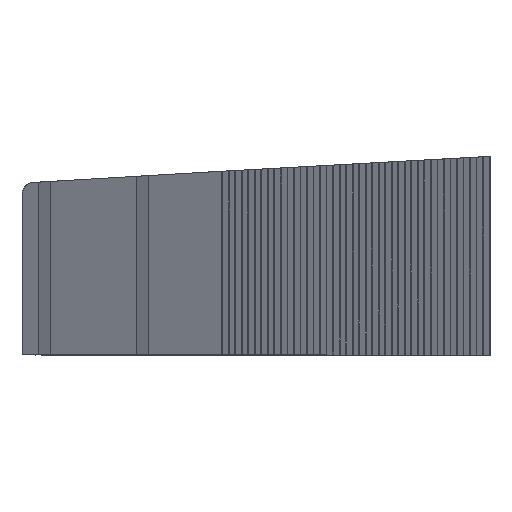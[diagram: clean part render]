
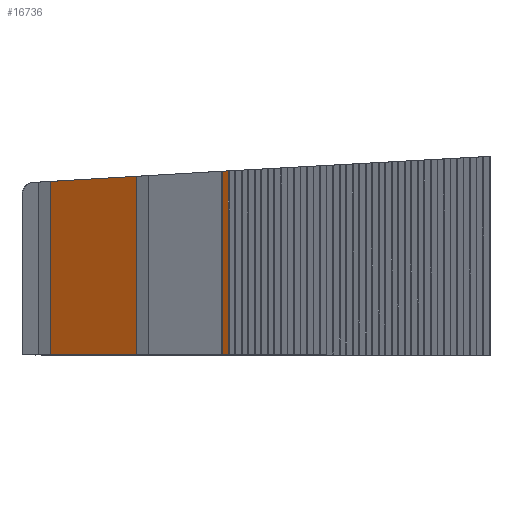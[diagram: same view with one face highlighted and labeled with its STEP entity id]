
A CAD part, top view. The second image highlights one B-rep face of the part: STEP entity #16736.
In plain terms, the highlighted planar face has unit normal (-0.526, 0, 0.851).
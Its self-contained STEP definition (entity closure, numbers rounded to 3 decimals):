
#16465 = PLANE('',#16466);
#16466 = AXIS2_PLACEMENT_3D('',#16467,#16468,#16469);
#16467 = CARTESIAN_POINT('',(-6932.039,-20.197,
    -9874.187));
#16468 = DIRECTION('',(0.609,0.,-0.794));
#16469 = DIRECTION('',(0.,-1.,0.));
#16491 = PLANE('',#16492);
#16492 = AXIS2_PLACEMENT_3D('',#16493,#16494,#16495);
#16493 = CARTESIAN_POINT('',(0.,0.,-7500.));
#16494 = DIRECTION('',(0.,-1.,-0.));
#16495 = DIRECTION('',(1.,0.,0.));
#16517 = PLANE('',#16518);
#16518 = AXIS2_PLACEMENT_3D('',#16519,#16520,#16521);
#16519 = CARTESIAN_POINT('',(8612.586,-45.204,
    9172.423));
#16520 = DIRECTION('',(0.851,0.,0.526));
#16521 = DIRECTION('',(0.,-1.,0.));
#16541 = PLANE('',#16542);
#16542 = AXIS2_PLACEMENT_3D('',#16543,#16544,#16545);
#16543 = CARTESIAN_POINT('',(4.582,-78.677,0.));
#16544 = DIRECTION('',(0.058,-0.998,0.));
#16545 = DIRECTION('',(0.,0.,-1.));
#16556 = VERTEX_POINT('',#16557);
#16557 = CARTESIAN_POINT('',(11056.924,0.,3921.015));
#16578 = VERTEX_POINT('',#16579);
#16579 = CARTESIAN_POINT('',(11056.924,565.049,
    3921.015));
#16598 = EDGE_CURVE('',#16556,#16578,#16599,.T.);
#16599 = SURFACE_CURVE('',#16600,(#16604,#16610),.PCURVE_S1.);
#16600 = LINE('',#16601,#16602);
#16601 = CARTESIAN_POINT('',(11056.924,1.04,
    3921.015));
#16602 = VECTOR('',#16603,1.);
#16603 = DIRECTION('',(-0.,1.,-0.));
#16604 = PCURVE('',#16465,#16605);
#16605 = DEFINITIONAL_REPRESENTATION('',(#16606),#16609);
#16606 = B_SPLINE_CURVE_WITH_KNOTS('',1,(#16607,#16608),.UNSPECIFIED.,
  .F.,.F.,(2,2),(-654.708,709.34),
  .PIECEWISE_BEZIER_KNOTS.);
#16607 = CARTESIAN_POINT('',(633.471,-22669.591));
#16608 = CARTESIAN_POINT('',(-730.577,-22669.591));
#16609 = ( GEOMETRIC_REPRESENTATION_CONTEXT(2) 
PARAMETRIC_REPRESENTATION_CONTEXT() REPRESENTATION_CONTEXT('2D SPACE',''
  ) );
#16610 = PCURVE('',#16611,#16616);
#16611 = PLANE('',#16612);
#16612 = AXIS2_PLACEMENT_3D('',#16613,#16614,#16615);
#16613 = CARTESIAN_POINT('',(10943.432,22.278,
    3850.872));
#16614 = DIRECTION('',(-0.526,0.,0.851));
#16615 = DIRECTION('',(0.851,0.,0.526));
#16616 = DEFINITIONAL_REPRESENTATION('',(#16617),#16620);
#16617 = B_SPLINE_CURVE_WITH_KNOTS('',1,(#16618,#16619),.UNSPECIFIED.,
  .F.,.F.,(2,2),(-654.708,709.34),
  .PIECEWISE_BEZIER_KNOTS.);
#16618 = CARTESIAN_POINT('',(133.418,-675.945));
#16619 = CARTESIAN_POINT('',(133.418,688.103));
#16620 = ( GEOMETRIC_REPRESENTATION_CONTEXT(2) 
PARAMETRIC_REPRESENTATION_CONTEXT() REPRESENTATION_CONTEXT('2D SPACE',''
  ) );
#16627 = VERTEX_POINT('',#16628);
#16628 = CARTESIAN_POINT('',(11636.707,598.817,
    4279.344));
#16647 = EDGE_CURVE('',#16578,#16627,#16648,.T.);
#16648 = SURFACE_CURVE('',#16649,(#16653,#16659),.PCURVE_S1.);
#16649 = LINE('',#16650,#16651);
#16650 = CARTESIAN_POINT('',(6111.793,277.028,
    864.723));
#16651 = VECTOR('',#16652,1.);
#16652 = DIRECTION('',(0.85,0.049,0.525)
  );
#16653 = PCURVE('',#16541,#16654);
#16654 = DEFINITIONAL_REPRESENTATION('',(#16655),#16658);
#16655 = B_SPLINE_CURVE_WITH_KNOTS('',1,(#16656,#16657),.UNSPECIFIED.,
  .F.,.F.,(2,2),(5551.678,6957.841),
  .PIECEWISE_BEZIER_KNOTS.);
#16656 = CARTESIAN_POINT('',(-3779.86,10842.294));
#16657 = CARTESIAN_POINT('',(-4518.224,12039.004));
#16658 = ( GEOMETRIC_REPRESENTATION_CONTEXT(2) 
PARAMETRIC_REPRESENTATION_CONTEXT() REPRESENTATION_CONTEXT('2D SPACE',''
  ) );
#16659 = PCURVE('',#16611,#16660);
#16660 = DEFINITIONAL_REPRESENTATION('',(#16661),#16664);
#16661 = B_SPLINE_CURVE_WITH_KNOTS('',1,(#16662,#16663),.UNSPECIFIED.,
  .F.,.F.,(2,2),(5551.678,6957.841),
  .PIECEWISE_BEZIER_KNOTS.);
#16662 = CARTESIAN_POINT('',(-135.072,529.469));
#16663 = CARTESIAN_POINT('',(1269.368,599.051));
#16664 = ( GEOMETRIC_REPRESENTATION_CONTEXT(2) 
PARAMETRIC_REPRESENTATION_CONTEXT() REPRESENTATION_CONTEXT('2D SPACE',''
  ) );
#16671 = VERTEX_POINT('',#16672);
#16672 = CARTESIAN_POINT('',(11636.707,0.,4279.344));
#16693 = EDGE_CURVE('',#16671,#16627,#16694,.T.);
#16694 = SURFACE_CURVE('',#16695,(#16699,#16705),.PCURVE_S1.);
#16695 = LINE('',#16696,#16697);
#16696 = CARTESIAN_POINT('',(11636.707,-11.463,
    4279.344));
#16697 = VECTOR('',#16698,1.);
#16698 = DIRECTION('',(0.,1.,-0.));
#16699 = PCURVE('',#16517,#16700);
#16700 = DEFINITIONAL_REPRESENTATION('',(#16701),#16704);
#16701 = B_SPLINE_CURVE_WITH_KNOTS('',1,(#16702,#16703),.UNSPECIFIED.,
  .F.,.F.,(2,2),(-647.465,779.718),
  .PIECEWISE_BEZIER_KNOTS.);
#16702 = CARTESIAN_POINT('',(613.725,5752.176));
#16703 = CARTESIAN_POINT('',(-813.459,5752.176));
#16704 = ( GEOMETRIC_REPRESENTATION_CONTEXT(2) 
PARAMETRIC_REPRESENTATION_CONTEXT() REPRESENTATION_CONTEXT('2D SPACE',''
  ) );
#16705 = PCURVE('',#16611,#16706);
#16706 = DEFINITIONAL_REPRESENTATION('',(#16707),#16710);
#16707 = B_SPLINE_CURVE_WITH_KNOTS('',1,(#16708,#16709),.UNSPECIFIED.,
  .F.,.F.,(2,2),(-647.465,779.718),
  .PIECEWISE_BEZIER_KNOTS.);
#16708 = CARTESIAN_POINT('',(814.997,-681.206));
#16709 = CARTESIAN_POINT('',(814.997,745.978));
#16710 = ( GEOMETRIC_REPRESENTATION_CONTEXT(2) 
PARAMETRIC_REPRESENTATION_CONTEXT() REPRESENTATION_CONTEXT('2D SPACE',''
  ) );
#16718 = EDGE_CURVE('',#16556,#16671,#16719,.T.);
#16719 = SURFACE_CURVE('',#16720,(#16724,#16730),.PCURVE_S1.);
#16720 = LINE('',#16721,#16722);
#16721 = CARTESIAN_POINT('',(4445.94,0.,-164.841));
#16722 = VECTOR('',#16723,1.);
#16723 = DIRECTION('',(0.851,0.,0.526));
#16724 = PCURVE('',#16491,#16725);
#16725 = DEFINITIONAL_REPRESENTATION('',(#16726),#16729);
#16726 = B_SPLINE_CURVE_WITH_KNOTS('',1,(#16727,#16728),.UNSPECIFIED.,
  .F.,.F.,(2,2),(7703.543,8521.436),
  .PIECEWISE_BEZIER_KNOTS.);
#16727 = CARTESIAN_POINT('',(10998.945,11385.182));
#16728 = CARTESIAN_POINT('',(11694.686,11815.177));
#16729 = ( GEOMETRIC_REPRESENTATION_CONTEXT(2) 
PARAMETRIC_REPRESENTATION_CONTEXT() REPRESENTATION_CONTEXT('2D SPACE',''
  ) );
#16730 = PCURVE('',#16611,#16731);
#16731 = DEFINITIONAL_REPRESENTATION('',(#16732),#16735);
#16732 = B_SPLINE_CURVE_WITH_KNOTS('',1,(#16733,#16734),.UNSPECIFIED.,
  .F.,.F.,(2,2),(7703.543,8521.436),
  .PIECEWISE_BEZIER_KNOTS.);
#16733 = CARTESIAN_POINT('',(65.261,-22.278));
#16734 = CARTESIAN_POINT('',(883.154,-22.278));
#16735 = ( GEOMETRIC_REPRESENTATION_CONTEXT(2) 
PARAMETRIC_REPRESENTATION_CONTEXT() REPRESENTATION_CONTEXT('2D SPACE',''
  ) );
#16736 = ADVANCED_FACE('',(#16737),#16611,.T.);
#16737 = FACE_BOUND('',#16738,.T.);
#16738 = EDGE_LOOP('',(#16739,#16740,#16741,#16742));
#16739 = ORIENTED_EDGE('',*,*,#16598,.F.);
#16740 = ORIENTED_EDGE('',*,*,#16718,.T.);
#16741 = ORIENTED_EDGE('',*,*,#16693,.T.);
#16742 = ORIENTED_EDGE('',*,*,#16647,.F.);
